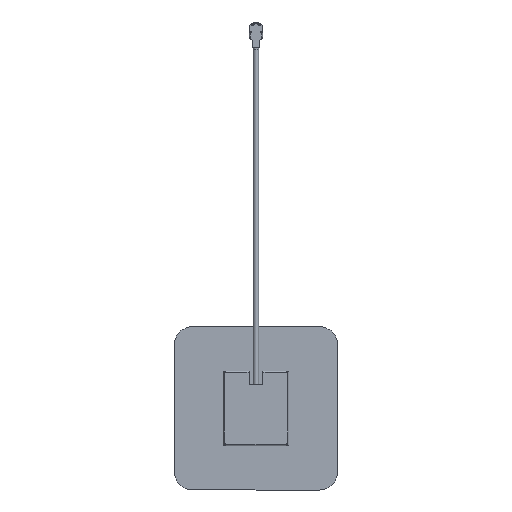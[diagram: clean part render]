
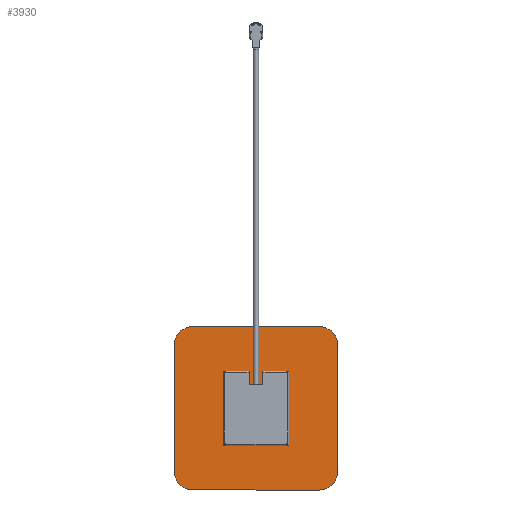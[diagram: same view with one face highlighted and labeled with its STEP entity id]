
A CAD part, front view. The second image highlights one B-rep face of the part: STEP entity #3930.
In plain terms, the highlighted planar face has unit normal (0, -1, 0).
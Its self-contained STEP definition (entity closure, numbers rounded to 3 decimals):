
#797 = CARTESIAN_POINT ( 'NONE',  ( -13.55, 0., -17.55 ) ) ;
#916 = EDGE_CURVE ( 'NONE', #6315, #2290, #12969, .T. ) ;
#1003 = DIRECTION ( 'NONE',  ( 1., 0., 0. ) ) ;
#1149 = AXIS2_PLACEMENT_3D ( 'NONE', #17289, #7463, #21796 ) ;
#1432 = VERTEX_POINT ( 'NONE', #22346 ) ;
#2256 = LINE ( 'NONE', #9877, #20551 ) ;
#2290 = VERTEX_POINT ( 'NONE', #22582 ) ;
#2949 = EDGE_LOOP ( 'NONE', ( #24759, #14640, #10638, #16683, #23468, #25481, #9644, #5587 ) ) ;
#3930 = ADVANCED_FACE ( 'N', ( #11938 ), #13431, .F. ) ;
#4279 = CARTESIAN_POINT ( 'NONE',  ( 13.55, 0., 13.55 ) ) ;
#4762 = VECTOR ( 'NONE', #9450, 1000. ) ;
#5587 = ORIENTED_EDGE ( 'NONE', *, *, #10237, .F. ) ;
#5766 = DIRECTION ( 'NONE',  ( 0., 1., 0. ) ) ;
#5875 = VERTEX_POINT ( 'NONE', #9987 ) ;
#6172 = DIRECTION ( 'NONE',  ( 0., 0., -1. ) ) ;
#6315 = VERTEX_POINT ( 'NONE', #26901 ) ;
#6717 = EDGE_CURVE ( 'NONE', #24443, #13915, #14232, .T. ) ;
#7327 = AXIS2_PLACEMENT_3D ( 'NONE', #25376, #18460, #25485 ) ;
#7463 = DIRECTION ( 'NONE',  ( 0., 1., 0. ) ) ;
#8627 = CARTESIAN_POINT ( 'NONE',  ( 17.55, 0., -13.55 ) ) ;
#9352 = CARTESIAN_POINT ( 'NONE',  ( 17.55, 0., -13.55 ) ) ;
#9450 = DIRECTION ( 'NONE',  ( 0., 0., 1. ) ) ;
#9644 = ORIENTED_EDGE ( 'NONE', *, *, #28148, .T. ) ;
#9877 = CARTESIAN_POINT ( 'NONE',  ( -13.55, 0., 17.55 ) ) ;
#9987 = CARTESIAN_POINT ( 'NONE',  ( -17.55, 0., -13.55 ) ) ;
#10237 = EDGE_CURVE ( 'NONE', #24443, #5875, #17440, .T. ) ;
#10638 = ORIENTED_EDGE ( 'NONE', *, *, #29285, .T. ) ;
#10786 = CARTESIAN_POINT ( 'NONE',  ( -13.55, 0., -13.55 ) ) ;
#10960 = CIRCLE ( 'NONE', #16356, 4. ) ;
#11938 = FACE_OUTER_BOUND ( 'NONE', #2949, .T. ) ;
#12794 = AXIS2_PLACEMENT_3D ( 'NONE', #10786, #5766, #6172 ) ;
#12969 = CIRCLE ( 'NONE', #7327, 4. ) ;
#13431 = PLANE ( 'NONE',  #18886 ) ;
#13749 = VERTEX_POINT ( 'NONE', #13825 ) ;
#13825 = CARTESIAN_POINT ( 'NONE',  ( 13.55, 0., 17.55 ) ) ;
#13915 = VERTEX_POINT ( 'NONE', #24782 ) ;
#14232 = LINE ( 'NONE', #797, #15360 ) ;
#14260 = DIRECTION ( 'NONE',  ( 0., 0., -1. ) ) ;
#14640 = ORIENTED_EDGE ( 'NONE', *, *, #25230, .F. ) ;
#15360 = VECTOR ( 'NONE', #1003, 1000. ) ;
#15610 = EDGE_CURVE ( 'NONE', #13749, #1432, #10960, .T. ) ;
#16032 = CARTESIAN_POINT ( 'NONE',  ( -13.55, 0., -17.55 ) ) ;
#16096 = LINE ( 'NONE', #9352, #4762 ) ;
#16356 = AXIS2_PLACEMENT_3D ( 'NONE', #4279, #22771, #14260 ) ;
#16683 = ORIENTED_EDGE ( 'NONE', *, *, #15610, .F. ) ;
#17289 = CARTESIAN_POINT ( 'NONE',  ( 13.55, 0., -13.55 ) ) ;
#17440 = CIRCLE ( 'NONE', #12794, 4. ) ;
#17716 = DIRECTION ( 'NONE',  ( 0., 1., 0. ) ) ;
#17810 = CARTESIAN_POINT ( 'NONE',  ( -17.55, 0., -13.55 ) ) ;
#18424 = VECTOR ( 'NONE', #29303, 1000. ) ;
#18460 = DIRECTION ( 'NONE',  ( 0., 1., 0. ) ) ;
#18886 = AXIS2_PLACEMENT_3D ( 'NONE', #27074, #17716, #20080 ) ;
#19405 = DIRECTION ( 'NONE',  ( -1., 0., 0. ) ) ;
#19516 = LINE ( 'NONE', #17810, #18424 ) ;
#20080 = DIRECTION ( 'NONE',  ( 0., 0., 1. ) ) ;
#20551 = VECTOR ( 'NONE', #19405, 1000. ) ;
#20635 = VERTEX_POINT ( 'NONE', #8627 ) ;
#21796 = DIRECTION ( 'NONE',  ( 0., 0., -1. ) ) ;
#22346 = CARTESIAN_POINT ( 'NONE',  ( 17.55, 0., 13.55 ) ) ;
#22582 = CARTESIAN_POINT ( 'NONE',  ( -13.55, 0., 17.55 ) ) ;
#22771 = DIRECTION ( 'NONE',  ( 0., 1., 0. ) ) ;
#23468 = ORIENTED_EDGE ( 'NONE', *, *, #28673, .T. ) ;
#24443 = VERTEX_POINT ( 'NONE', #16032 ) ;
#24759 = ORIENTED_EDGE ( 'NONE', *, *, #6717, .T. ) ;
#24782 = CARTESIAN_POINT ( 'NONE',  ( 13.55, 0., -17.55 ) ) ;
#25230 = EDGE_CURVE ( 'NONE', #20635, #13915, #28553, .T. ) ;
#25376 = CARTESIAN_POINT ( 'NONE',  ( -13.55, 0., 13.55 ) ) ;
#25481 = ORIENTED_EDGE ( 'NONE', *, *, #916, .F. ) ;
#25485 = DIRECTION ( 'NONE',  ( 0., 0., -1. ) ) ;
#26901 = CARTESIAN_POINT ( 'NONE',  ( -17.55, 0., 13.55 ) ) ;
#27074 = CARTESIAN_POINT ( 'NONE',  ( -13.55, 0., -13.55 ) ) ;
#28148 = EDGE_CURVE ( 'NONE', #6315, #5875, #19516, .T. ) ;
#28553 = CIRCLE ( 'NONE', #1149, 4. ) ;
#28673 = EDGE_CURVE ( 'NONE', #13749, #2290, #2256, .T. ) ;
#29285 = EDGE_CURVE ( 'NONE', #20635, #1432, #16096, .T. ) ;
#29303 = DIRECTION ( 'NONE',  ( 0., 0., -1. ) ) ;
